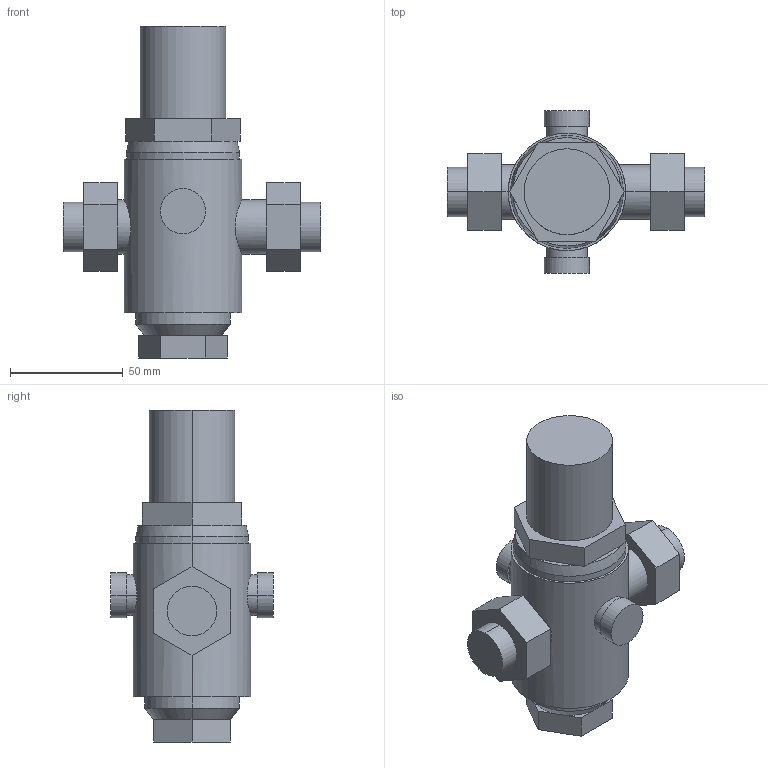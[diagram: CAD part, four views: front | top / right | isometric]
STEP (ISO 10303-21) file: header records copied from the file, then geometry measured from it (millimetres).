
FILE_DESCRIPTION(('no description'),'unknown implementation level');
FILE_NAME('Honeywell_D06F-1_2A_3D.stp',' ',('pit-cup GmbH'),('ccLab - KiM Gmbh - www.kimweb.de'),'unknown preprocess','ACIS','unknown authorization');
FILE_SCHEMA(('automotive_design'));
Length unit declared in the file: millimetre
Products named in the file (1): 1
Bounding box: 114 x 72 x 147 mm (x, y, z)
Volume: 295608.8 mm3; surface area: 34991.3 mm2
Topology: 1 solids, 1 shells, 85 faces, 198 edges, 126 vertices
Faces by surface type: plane 57, cylinder 24, cone 4
Entity records: 5364 total; most frequent: CARTESIAN_POINT 1072, DIRECTION 416, STYLED_ITEM 410, PRESENTATION_STYLE_ASSIGNMENT 410, COLOUR_RGB 410, ORIENTED_EDGE 396, EDGE_CURVE 198, CURVE_STYLE 198
